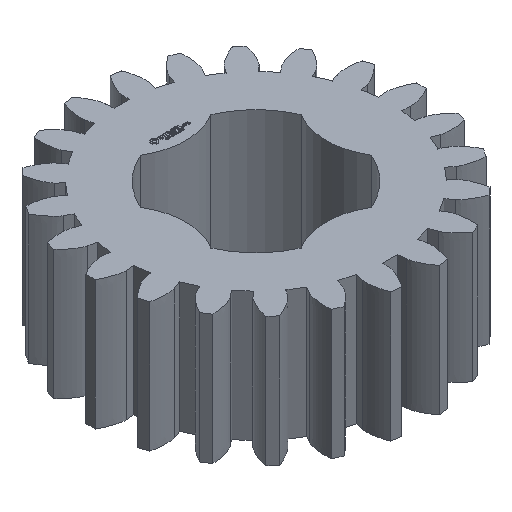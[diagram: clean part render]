
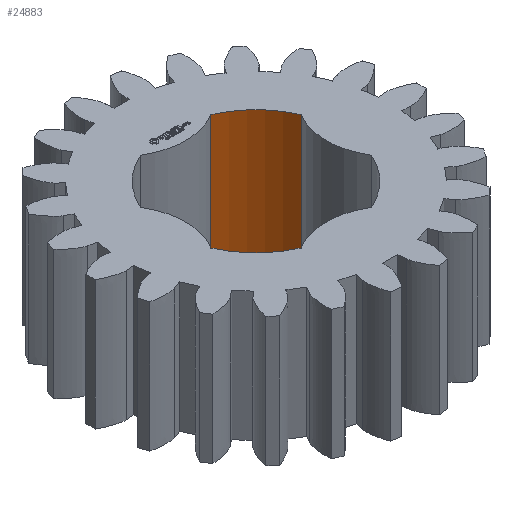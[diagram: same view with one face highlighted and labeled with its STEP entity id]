
A CAD part, isometric view. The second image highlights one B-rep face of the part: STEP entity #24883.
In plain terms, the highlighted cylindrical face has radius 6.35 mm (diameter 12.7 mm), a partial arc.
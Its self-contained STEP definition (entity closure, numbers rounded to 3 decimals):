
#93 = PLANE('',#94);
#94 = AXIS2_PLACEMENT_3D('',#95,#96,#97);
#95 = CARTESIAN_POINT('',(0.,0.,9.375));
#96 = DIRECTION('',(0.,0.,1.));
#97 = DIRECTION('',(1.,0.,0.));
#168 = PLANE('',#169);
#169 = AXIS2_PLACEMENT_3D('',#170,#171,#172);
#170 = CARTESIAN_POINT('',(0.,0.,0.));
#171 = DIRECTION('',(0.,0.,1.));
#172 = DIRECTION('',(1.,0.,0.));
#6518 = VERTEX_POINT('',#6519);
#6519 = CARTESIAN_POINT('',(2.55,5.816,0.));
#6534 = CYLINDRICAL_SURFACE('',#6535,4.9);
#6535 = AXIS2_PLACEMENT_3D('',#6536,#6537,#6538);
#6536 = CARTESIAN_POINT('',(0.,10.,0.));
#6537 = DIRECTION('',(0.,-0.,-1.));
#6538 = DIRECTION('',(0.707,0.707,0.));
#6546 = EDGE_CURVE('',#6547,#6518,#6549,.T.);
#6547 = VERTEX_POINT('',#6548);
#6548 = CARTESIAN_POINT('',(5.816,2.55,0.));
#6549 = SURFACE_CURVE('',#6550,(#6555,#6562),.PCURVE_S1.);
#6550 = CIRCLE('',#6551,6.35);
#6551 = AXIS2_PLACEMENT_3D('',#6552,#6553,#6554);
#6552 = CARTESIAN_POINT('',(0.,0.,0.));
#6553 = DIRECTION('',(0.,-0.,1.));
#6554 = DIRECTION('',(0.707,0.707,0.));
#6555 = PCURVE('',#168,#6556);
#6556 = DEFINITIONAL_REPRESENTATION('',(#6557),#6561);
#6557 = CIRCLE('',#6558,6.35);
#6558 = AXIS2_PLACEMENT_2D('',#6559,#6560);
#6559 = CARTESIAN_POINT('',(0.,0.));
#6560 = DIRECTION('',(0.707,0.707));
#6561 = ( GEOMETRIC_REPRESENTATION_CONTEXT(2) 
PARAMETRIC_REPRESENTATION_CONTEXT() REPRESENTATION_CONTEXT('2D SPACE',''
  ) );
#6562 = PCURVE('',#6563,#6568);
#6563 = CYLINDRICAL_SURFACE('',#6564,6.35);
#6564 = AXIS2_PLACEMENT_3D('',#6565,#6566,#6567);
#6565 = CARTESIAN_POINT('',(0.,0.,0.));
#6566 = DIRECTION('',(0.,-0.,-1.));
#6567 = DIRECTION('',(0.707,0.707,0.));
#6568 = DEFINITIONAL_REPRESENTATION('',(#6569),#6573);
#6569 = LINE('',#6570,#6571);
#6570 = CARTESIAN_POINT('',(-0.,0.));
#6571 = VECTOR('',#6572,1.);
#6572 = DIRECTION('',(-1.,0.));
#6573 = ( GEOMETRIC_REPRESENTATION_CONTEXT(2) 
PARAMETRIC_REPRESENTATION_CONTEXT() REPRESENTATION_CONTEXT('2D SPACE',''
  ) );
#6592 = CYLINDRICAL_SURFACE('',#6593,4.9);
#6593 = AXIS2_PLACEMENT_3D('',#6594,#6595,#6596);
#6594 = CARTESIAN_POINT('',(10.,0.,0.));
#6595 = DIRECTION('',(0.,-0.,-1.));
#6596 = DIRECTION('',(0.707,0.707,0.));
#11146 = VERTEX_POINT('',#11147);
#11147 = CARTESIAN_POINT('',(2.55,5.816,9.375));
#11169 = EDGE_CURVE('',#11170,#11146,#11172,.T.);
#11170 = VERTEX_POINT('',#11171);
#11171 = CARTESIAN_POINT('',(5.816,2.55,9.375));
#11172 = SURFACE_CURVE('',#11173,(#11178,#11185),.PCURVE_S1.);
#11173 = CIRCLE('',#11174,6.35);
#11174 = AXIS2_PLACEMENT_3D('',#11175,#11176,#11177);
#11175 = CARTESIAN_POINT('',(0.,0.,9.375
    ));
#11176 = DIRECTION('',(0.,-0.,1.));
#11177 = DIRECTION('',(0.707,0.707,0.));
#11178 = PCURVE('',#93,#11179);
#11179 = DEFINITIONAL_REPRESENTATION('',(#11180),#11184);
#11180 = CIRCLE('',#11181,6.35);
#11181 = AXIS2_PLACEMENT_2D('',#11182,#11183);
#11182 = CARTESIAN_POINT('',(0.,0.));
#11183 = DIRECTION('',(0.707,0.707));
#11184 = ( GEOMETRIC_REPRESENTATION_CONTEXT(2) 
PARAMETRIC_REPRESENTATION_CONTEXT() REPRESENTATION_CONTEXT('2D SPACE',''
  ) );
#11185 = PCURVE('',#6563,#11186);
#11186 = DEFINITIONAL_REPRESENTATION('',(#11187),#11191);
#11187 = LINE('',#11188,#11189);
#11188 = CARTESIAN_POINT('',(-0.,-9.375));
#11189 = VECTOR('',#11190,1.);
#11190 = DIRECTION('',(-1.,0.));
#11191 = ( GEOMETRIC_REPRESENTATION_CONTEXT(2) 
PARAMETRIC_REPRESENTATION_CONTEXT() REPRESENTATION_CONTEXT('2D SPACE',''
  ) );
#24860 = EDGE_CURVE('',#6547,#11170,#24861,.T.);
#24861 = SURFACE_CURVE('',#24862,(#24866,#24873),.PCURVE_S1.);
#24862 = LINE('',#24863,#24864);
#24863 = CARTESIAN_POINT('',(5.816,2.55,0.));
#24864 = VECTOR('',#24865,1.);
#24865 = DIRECTION('',(0.,0.,1.));
#24866 = PCURVE('',#6592,#24867);
#24867 = DEFINITIONAL_REPRESENTATION('',(#24868),#24872);
#24868 = LINE('',#24869,#24870);
#24869 = CARTESIAN_POINT('',(-1.809,0.));
#24870 = VECTOR('',#24871,1.);
#24871 = DIRECTION('',(-0.,-1.));
#24872 = ( GEOMETRIC_REPRESENTATION_CONTEXT(2) 
PARAMETRIC_REPRESENTATION_CONTEXT() REPRESENTATION_CONTEXT('2D SPACE',''
  ) );
#24873 = PCURVE('',#6563,#24874);
#24874 = DEFINITIONAL_REPRESENTATION('',(#24875),#24879);
#24875 = LINE('',#24876,#24877);
#24876 = CARTESIAN_POINT('',(-5.911,0.));
#24877 = VECTOR('',#24878,1.);
#24878 = DIRECTION('',(-0.,-1.));
#24879 = ( GEOMETRIC_REPRESENTATION_CONTEXT(2) 
PARAMETRIC_REPRESENTATION_CONTEXT() REPRESENTATION_CONTEXT('2D SPACE',''
  ) );
#24883 = ADVANCED_FACE('',(#24884),#6563,.F.);
#24884 = FACE_BOUND('',#24885,.T.);
#24885 = EDGE_LOOP('',(#24886,#24887,#24888,#24909));
#24886 = ORIENTED_EDGE('',*,*,#24860,.T.);
#24887 = ORIENTED_EDGE('',*,*,#11169,.T.);
#24888 = ORIENTED_EDGE('',*,*,#24889,.F.);
#24889 = EDGE_CURVE('',#6518,#11146,#24890,.T.);
#24890 = SURFACE_CURVE('',#24891,(#24895,#24902),.PCURVE_S1.);
#24891 = LINE('',#24892,#24893);
#24892 = CARTESIAN_POINT('',(2.55,5.816,0.));
#24893 = VECTOR('',#24894,1.);
#24894 = DIRECTION('',(0.,0.,1.));
#24895 = PCURVE('',#6563,#24896);
#24896 = DEFINITIONAL_REPRESENTATION('',(#24897),#24901);
#24897 = LINE('',#24898,#24899);
#24898 = CARTESIAN_POINT('',(-6.655,0.));
#24899 = VECTOR('',#24900,1.);
#24900 = DIRECTION('',(-0.,-1.));
#24901 = ( GEOMETRIC_REPRESENTATION_CONTEXT(2) 
PARAMETRIC_REPRESENTATION_CONTEXT() REPRESENTATION_CONTEXT('2D SPACE',''
  ) );
#24902 = PCURVE('',#6534,#24903);
#24903 = DEFINITIONAL_REPRESENTATION('',(#24904),#24908);
#24904 = LINE('',#24905,#24906);
#24905 = CARTESIAN_POINT('',(-4.474,0.));
#24906 = VECTOR('',#24907,1.);
#24907 = DIRECTION('',(-0.,-1.));
#24908 = ( GEOMETRIC_REPRESENTATION_CONTEXT(2) 
PARAMETRIC_REPRESENTATION_CONTEXT() REPRESENTATION_CONTEXT('2D SPACE',''
  ) );
#24909 = ORIENTED_EDGE('',*,*,#6546,.F.);
